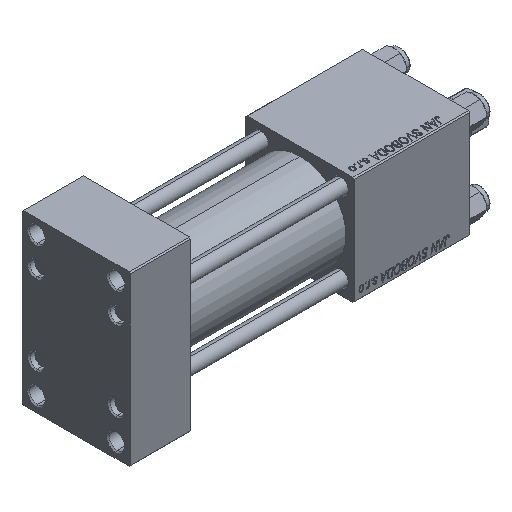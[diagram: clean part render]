
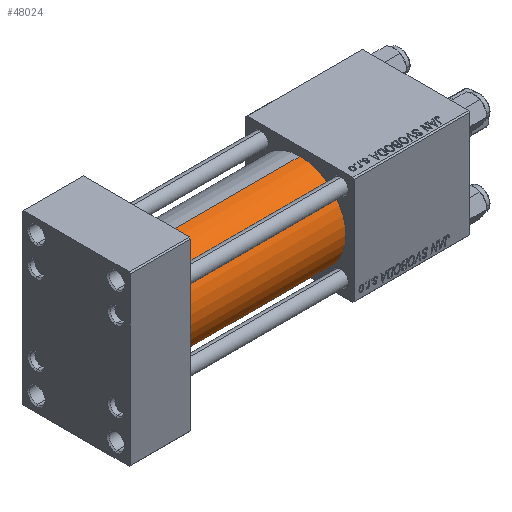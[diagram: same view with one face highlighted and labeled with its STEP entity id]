
A CAD part, isometric view. The second image highlights one B-rep face of the part: STEP entity #48024.
In plain terms, the highlighted cylindrical face has radius 19 mm (diameter 38 mm), a partial arc.
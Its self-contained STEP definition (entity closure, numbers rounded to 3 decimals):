
#322 = DIRECTION ( 'NONE',  ( -1., 0., 0. ) ) ;
#3457 = CARTESIAN_POINT ( 'NONE',  ( 93., 0., 0. ) ) ;
#6152 = CARTESIAN_POINT ( 'NONE',  ( 25., 0., -19. ) ) ;
#6238 = ORIENTED_EDGE ( 'NONE', *, *, #21559, .T. ) ;
#7950 = CIRCLE ( 'NONE', #16800, 19. ) ;
#9781 = LINE ( 'NONE', #44631, #41908 ) ;
#10669 = ORIENTED_EDGE ( 'NONE', *, *, #30652, .F. ) ;
#10767 = CIRCLE ( 'NONE', #44624, 19. ) ;
#15322 = DIRECTION ( 'NONE',  ( -1., 0., 0. ) ) ;
#16800 = AXIS2_PLACEMENT_3D ( 'NONE', #28749, #41132, #29743 ) ;
#16811 = CARTESIAN_POINT ( 'NONE',  ( 93., 0., 0. ) ) ;
#18624 = ORIENTED_EDGE ( 'NONE', *, *, #23421, .F. ) ;
#18845 = DIRECTION ( 'NONE',  ( 0., 0., 1. ) ) ;
#21559 = EDGE_CURVE ( 'NONE', #45388, #31854, #7950, .T. ) ;
#23421 = EDGE_CURVE ( 'NONE', #44742, #31854, #9781, .T. ) ;
#23939 = CARTESIAN_POINT ( 'NONE',  ( 25., 0., 19. ) ) ;
#28722 = DIRECTION ( 'NONE',  ( -1., 0., 0. ) ) ;
#28749 = CARTESIAN_POINT ( 'NONE',  ( 25., 0., 0. ) ) ;
#29743 = DIRECTION ( 'NONE',  ( 0., 0., 1. ) ) ;
#30044 = EDGE_LOOP ( 'NONE', ( #18624, #10669, #32518, #6238 ) ) ;
#30476 = AXIS2_PLACEMENT_3D ( 'NONE', #3457, #15322, #18845 ) ;
#30652 = EDGE_CURVE ( 'NONE', #37600, #44742, #10767, .T. ) ;
#31391 = LINE ( 'NONE', #34932, #39887 ) ;
#31854 = VERTEX_POINT ( 'NONE', #6152 ) ;
#31909 = CARTESIAN_POINT ( 'NONE',  ( 93., 0., 19. ) ) ;
#32518 = ORIENTED_EDGE ( 'NONE', *, *, #38849, .T. ) ;
#33000 = CARTESIAN_POINT ( 'NONE',  ( 93., 0., -19. ) ) ;
#34932 = CARTESIAN_POINT ( 'NONE',  ( 93., 0., 19. ) ) ;
#35783 = DIRECTION ( 'NONE',  ( 1., 0., 0. ) ) ;
#37600 = VERTEX_POINT ( 'NONE', #31909 ) ;
#38849 = EDGE_CURVE ( 'NONE', #37600, #45388, #31391, .T. ) ;
#39582 = DIRECTION ( 'NONE',  ( 0., 0., -1. ) ) ;
#39887 = VECTOR ( 'NONE', #322, 1000. ) ;
#41128 = FACE_OUTER_BOUND ( 'NONE', #30044, .T. ) ;
#41132 = DIRECTION ( 'NONE',  ( 1., 0., 0. ) ) ;
#41859 = CYLINDRICAL_SURFACE ( 'NONE', #30476, 19. ) ;
#41908 = VECTOR ( 'NONE', #28722, 1000. ) ;
#44624 = AXIS2_PLACEMENT_3D ( 'NONE', #16811, #35783, #39582 ) ;
#44631 = CARTESIAN_POINT ( 'NONE',  ( 93., 0., -19. ) ) ;
#44742 = VERTEX_POINT ( 'NONE', #33000 ) ;
#45388 = VERTEX_POINT ( 'NONE', #23939 ) ;
#48024 = ADVANCED_FACE ( 'NONE', ( #41128 ), #41859, .T. ) ;
